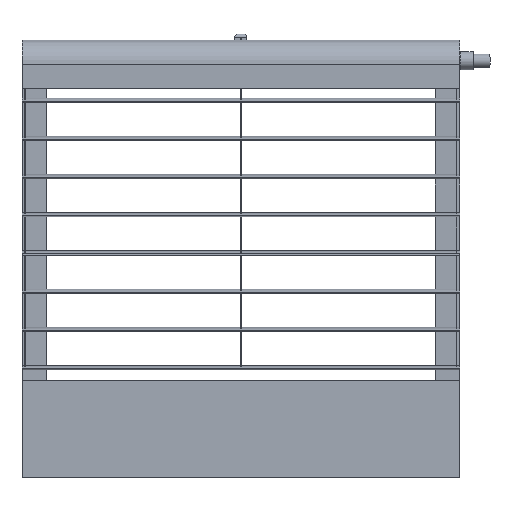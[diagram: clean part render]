
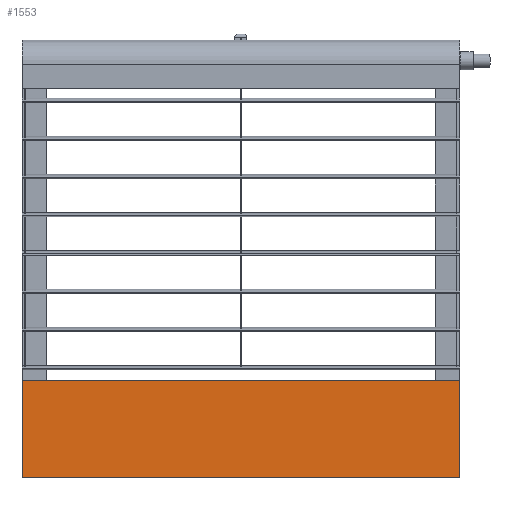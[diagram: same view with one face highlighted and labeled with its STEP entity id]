
A CAD part, top view. The second image highlights one B-rep face of the part: STEP entity #1553.
In plain terms, the highlighted planar face has unit normal (0, 0, 1).
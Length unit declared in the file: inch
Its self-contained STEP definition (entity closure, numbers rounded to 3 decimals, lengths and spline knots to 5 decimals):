
#83=PLANE('',#1710);
#150=FACE_OUTER_BOUND('',#268,.T.);
#268=EDGE_LOOP('',(#1131,#1132,#1133,#1134));
#392=LINE('',#2528,#507);
#399=LINE('',#2541,#514);
#400=LINE('',#2544,#515);
#401=LINE('',#2545,#516);
#507=VECTOR('',#1979,0.3937);
#514=VECTOR('',#1990,0.3937);
#515=VECTOR('',#1993,0.3937);
#516=VECTOR('',#1994,0.3937);
#718=VERTEX_POINT('',#2525);
#719=VERTEX_POINT('',#2527);
#723=VERTEX_POINT('',#2539);
#724=VERTEX_POINT('',#2543);
#872=EDGE_CURVE('',#718,#719,#392,.T.);
#879=EDGE_CURVE('',#723,#719,#399,.T.);
#880=EDGE_CURVE('',#723,#724,#400,.T.);
#881=EDGE_CURVE('',#724,#718,#401,.T.);
#1131=ORIENTED_EDGE('',*,*,#880,.F.);
#1132=ORIENTED_EDGE('',*,*,#879,.T.);
#1133=ORIENTED_EDGE('',*,*,#872,.F.);
#1134=ORIENTED_EDGE('',*,*,#881,.F.);
#1553=ADVANCED_FACE('',(#150),#83,.T.);
#1710=AXIS2_PLACEMENT_3D('',#2542,#1991,#1992);
#1979=DIRECTION('',(1.,0.,0.));
#1990=DIRECTION('',(0.,1.,0.));
#1991=DIRECTION('center_axis',(0.,0.,1.));
#1992=DIRECTION('ref_axis',(1.,0.,0.));
#1993=DIRECTION('',(-1.,0.,0.));
#1994=DIRECTION('',(0.,1.,0.));
#2525=CARTESIAN_POINT('',(-18.,8.,4.));
#2527=CARTESIAN_POINT('',(18.,8.,4.));
#2528=CARTESIAN_POINT('',(18.,8.,4.));
#2539=CARTESIAN_POINT('',(18.,0.,4.));
#2541=CARTESIAN_POINT('',(18.,0.,4.));
#2542=CARTESIAN_POINT('Origin',(-18.,0.,4.));
#2543=CARTESIAN_POINT('',(-18.,0.,4.));
#2544=CARTESIAN_POINT('',(18.,0.,4.));
#2545=CARTESIAN_POINT('',(-18.,0.,4.));
